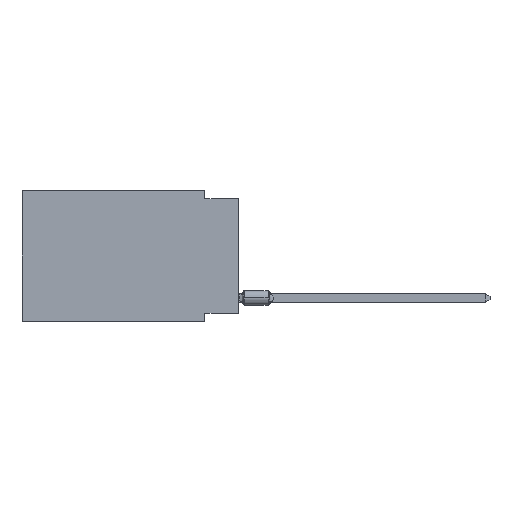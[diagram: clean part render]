
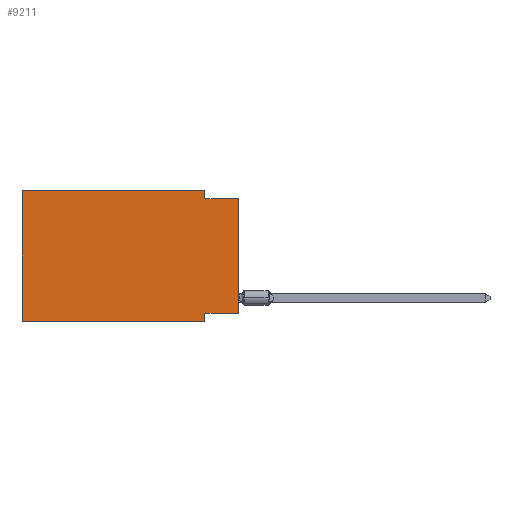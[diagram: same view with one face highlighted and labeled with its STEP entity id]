
A CAD part, left-side view. The second image highlights one B-rep face of the part: STEP entity #9211.
In plain terms, the highlighted planar face has unit normal (-1, 0, 0).
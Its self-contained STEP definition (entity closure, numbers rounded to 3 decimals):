
#183 = LINE ( 'NONE', #4428, #1622 ) ;
#594 = EDGE_CURVE ( 'NONE', #11462, #9754, #4824, .T. ) ;
#810 = LINE ( 'NONE', #8012, #15457 ) ;
#904 = VERTEX_POINT ( 'NONE', #16054 ) ;
#1385 = VECTOR ( 'NONE', #9598, 1000. ) ;
#1515 = VECTOR ( 'NONE', #6580, 1000. ) ;
#1622 = VECTOR ( 'NONE', #10063, 1000. ) ;
#1635 = CARTESIAN_POINT ( 'NONE',  ( 0., 2.54, 0. ) ) ;
#1967 = LINE ( 'NONE', #13599, #1515 ) ;
#2114 = EDGE_CURVE ( 'NONE', #10732, #7598, #1967, .T. ) ;
#2154 = DIRECTION ( 'NONE',  ( 0., 1., 0. ) ) ;
#2702 = PLANE ( 'NONE',  #10043 ) ;
#2966 = ORIENTED_EDGE ( 'NONE', *, *, #594, .F. ) ;
#3186 = EDGE_CURVE ( 'NONE', #7043, #17519, #11580, .T. ) ;
#3699 = CARTESIAN_POINT ( 'NONE',  ( 0., 0., -0.635 ) ) ;
#3808 = DIRECTION ( 'NONE',  ( 0., -1., 0. ) ) ;
#4011 = DIRECTION ( 'NONE',  ( 1., 0., 0. ) ) ;
#4428 = CARTESIAN_POINT ( 'NONE',  ( 0., 2.54, -9.906 ) ) ;
#4526 = ORIENTED_EDGE ( 'NONE', *, *, #12697, .T. ) ;
#4824 = LINE ( 'NONE', #12214, #11189 ) ;
#5358 = CARTESIAN_POINT ( 'NONE',  ( 0., 16.383, 0. ) ) ;
#5481 = CARTESIAN_POINT ( 'NONE',  ( 0., 16.383, 0. ) ) ;
#5798 = ORIENTED_EDGE ( 'NONE', *, *, #15449, .F. ) ;
#6580 = DIRECTION ( 'NONE',  ( 0., 0., 1. ) ) ;
#6988 = ORIENTED_EDGE ( 'NONE', *, *, #11415, .F. ) ;
#7043 = VERTEX_POINT ( 'NONE', #1635 ) ;
#7070 = CARTESIAN_POINT ( 'NONE',  ( 0., 16.383, -9.906 ) ) ;
#7161 = VECTOR ( 'NONE', #17215, 1000. ) ;
#7598 = VERTEX_POINT ( 'NONE', #11456 ) ;
#7616 = CARTESIAN_POINT ( 'NONE',  ( 0., 2.54, -9.906 ) ) ;
#8012 = CARTESIAN_POINT ( 'NONE',  ( 0., 0., 0. ) ) ;
#8054 = ORIENTED_EDGE ( 'NONE', *, *, #14218, .T. ) ;
#8411 = CARTESIAN_POINT ( 'NONE',  ( 0., 2.54, -9.271 ) ) ;
#9194 = ORIENTED_EDGE ( 'NONE', *, *, #3186, .F. ) ;
#9211 = ADVANCED_FACE ( 'NONE', ( #13878 ), #2702, .F. ) ;
#9290 = VECTOR ( 'NONE', #13663, 1000. ) ;
#9391 = DIRECTION ( 'NONE',  ( 0., 0., 1. ) ) ;
#9598 = DIRECTION ( 'NONE',  ( 0., -1., 0. ) ) ;
#9754 = VERTEX_POINT ( 'NONE', #8411 ) ;
#10043 = AXIS2_PLACEMENT_3D ( 'NONE', #5481, #4011, #15269 ) ;
#10063 = DIRECTION ( 'NONE',  ( 0., 0., -1. ) ) ;
#10240 = EDGE_LOOP ( 'NONE', ( #8054, #6988, #9194, #12090, #10967, #4526, #5798, #2966 ) ) ;
#10732 = VERTEX_POINT ( 'NONE', #7070 ) ;
#10967 = ORIENTED_EDGE ( 'NONE', *, *, #2114, .F. ) ;
#10997 = LINE ( 'NONE', #18125, #15511 ) ;
#11189 = VECTOR ( 'NONE', #2154, 1000. ) ;
#11415 = EDGE_CURVE ( 'NONE', #17519, #904, #12359, .T. ) ;
#11456 = CARTESIAN_POINT ( 'NONE',  ( 0., 16.383, 0. ) ) ;
#11462 = VERTEX_POINT ( 'NONE', #18105 ) ;
#11580 = LINE ( 'NONE', #13231, #7161 ) ;
#11588 = CARTESIAN_POINT ( 'NONE',  ( 0., 2.54, -0.635 ) ) ;
#12090 = ORIENTED_EDGE ( 'NONE', *, *, #15245, .F. ) ;
#12214 = CARTESIAN_POINT ( 'NONE',  ( 0., 0., -9.271 ) ) ;
#12359 = LINE ( 'NONE', #3699, #1385 ) ;
#12461 = LINE ( 'NONE', #5358, #9290 ) ;
#12697 = EDGE_CURVE ( 'NONE', #10732, #13487, #10997, .T. ) ;
#13231 = CARTESIAN_POINT ( 'NONE',  ( 0., 2.54, 0. ) ) ;
#13487 = VERTEX_POINT ( 'NONE', #7616 ) ;
#13599 = CARTESIAN_POINT ( 'NONE',  ( 0., 16.383, 0. ) ) ;
#13663 = DIRECTION ( 'NONE',  ( 0., -1., 0. ) ) ;
#13878 = FACE_OUTER_BOUND ( 'NONE', #10240, .T. ) ;
#14218 = EDGE_CURVE ( 'NONE', #11462, #904, #810, .T. ) ;
#15245 = EDGE_CURVE ( 'NONE', #7598, #7043, #12461, .T. ) ;
#15269 = DIRECTION ( 'NONE',  ( 0., 0., -1. ) ) ;
#15449 = EDGE_CURVE ( 'NONE', #9754, #13487, #183, .T. ) ;
#15457 = VECTOR ( 'NONE', #9391, 1000. ) ;
#15511 = VECTOR ( 'NONE', #3808, 1000. ) ;
#16054 = CARTESIAN_POINT ( 'NONE',  ( 0., 0., -0.635 ) ) ;
#17215 = DIRECTION ( 'NONE',  ( 0., 0., -1. ) ) ;
#17519 = VERTEX_POINT ( 'NONE', #11588 ) ;
#18105 = CARTESIAN_POINT ( 'NONE',  ( 0., 0., -9.271 ) ) ;
#18125 = CARTESIAN_POINT ( 'NONE',  ( 0., 16.383, -9.906 ) ) ;
